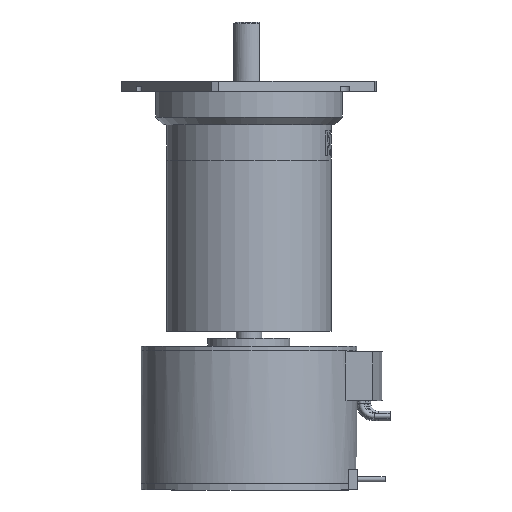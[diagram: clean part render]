
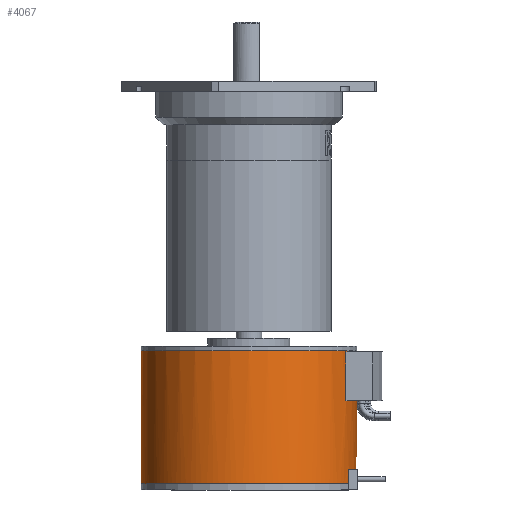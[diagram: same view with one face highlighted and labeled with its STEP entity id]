
A CAD part, left-side view. The second image highlights one B-rep face of the part: STEP entity #4067.
In plain terms, the highlighted cylindrical face has radius 21 mm (diameter 42 mm), a full revolution.
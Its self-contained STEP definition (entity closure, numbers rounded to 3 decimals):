
#61=FACE_BOUND('',#963,.T.);
#123=CYLINDRICAL_SURFACE('',#4386,21.);
#283=CIRCLE('',#4387,21.);
#284=CIRCLE('',#4388,21.);
#285=CIRCLE('',#4389,21.);
#286=CIRCLE('',#4390,21.);
#287=CIRCLE('',#4391,21.);
#288=CIRCLE('',#4392,21.);
#690=FACE_OUTER_BOUND('',#962,.T.);
#962=EDGE_LOOP('',(#3125,#3126,#3127,#3128,#3129,#3130,#3131,#3132));
#963=EDGE_LOOP('',(#3133,#3134,#3135,#3136));
#1292=LINE('',#7837,#1583);
#1293=LINE('',#7842,#1584);
#1294=LINE('',#7845,#1585);
#1295=LINE('',#7848,#1586);
#1296=LINE('',#7852,#1587);
#1583=VECTOR('',#5146,21.);
#1584=VECTOR('',#5151,1.);
#1585=VECTOR('',#5154,1.);
#1586=VECTOR('',#5155,1.);
#1587=VECTOR('',#5158,1.);
#1923=VERTEX_POINT('',#7833);
#1924=VERTEX_POINT('',#7834);
#1925=VERTEX_POINT('',#7836);
#1926=VERTEX_POINT('',#7839);
#1927=VERTEX_POINT('',#7841);
#1928=VERTEX_POINT('',#7843);
#1929=VERTEX_POINT('',#7846);
#1930=VERTEX_POINT('',#7847);
#1931=VERTEX_POINT('',#7849);
#1932=VERTEX_POINT('',#7851);
#2375=EDGE_CURVE('',#1923,#1924,#283,.T.);
#2376=EDGE_CURVE('',#1924,#1925,#1292,.T.);
#2377=EDGE_CURVE('',#1925,#1925,#284,.T.);
#2378=EDGE_CURVE('',#1924,#1926,#285,.T.);
#2379=EDGE_CURVE('',#1927,#1926,#1293,.T.);
#2380=EDGE_CURVE('',#1928,#1927,#286,.T.);
#2381=EDGE_CURVE('',#1928,#1923,#1294,.T.);
#2382=EDGE_CURVE('',#1929,#1930,#1295,.T.);
#2383=EDGE_CURVE('',#1929,#1931,#287,.T.);
#2384=EDGE_CURVE('',#1932,#1931,#1296,.T.);
#2385=EDGE_CURVE('',#1930,#1932,#288,.T.);
#3125=ORIENTED_EDGE('',*,*,#2375,.T.);
#3126=ORIENTED_EDGE('',*,*,#2376,.T.);
#3127=ORIENTED_EDGE('',*,*,#2377,.F.);
#3128=ORIENTED_EDGE('',*,*,#2376,.F.);
#3129=ORIENTED_EDGE('',*,*,#2378,.T.);
#3130=ORIENTED_EDGE('',*,*,#2379,.F.);
#3131=ORIENTED_EDGE('',*,*,#2380,.F.);
#3132=ORIENTED_EDGE('',*,*,#2381,.T.);
#3133=ORIENTED_EDGE('',*,*,#2382,.F.);
#3134=ORIENTED_EDGE('',*,*,#2383,.T.);
#3135=ORIENTED_EDGE('',*,*,#2384,.F.);
#3136=ORIENTED_EDGE('',*,*,#2385,.F.);
#4067=ADVANCED_FACE('',(#690,#61),#123,.T.);
#4386=AXIS2_PLACEMENT_3D('',#7832,#5142,#5143);
#4387=AXIS2_PLACEMENT_3D('',#7835,#5144,#5145);
#4388=AXIS2_PLACEMENT_3D('',#7838,#5147,#5148);
#4389=AXIS2_PLACEMENT_3D('',#7840,#5149,#5150);
#4390=AXIS2_PLACEMENT_3D('',#7844,#5152,#5153);
#4391=AXIS2_PLACEMENT_3D('',#7850,#5156,#5157);
#4392=AXIS2_PLACEMENT_3D('',#7853,#5159,#5160);
#5142=DIRECTION('center_axis',(0.,0.,
-1.));
#5143=DIRECTION('ref_axis',(1.,0.,0.));
#5144=DIRECTION('center_axis',(0.,0.,
1.));
#5145=DIRECTION('ref_axis',(-1.,0.,0.));
#5146=DIRECTION('',(0.,0.,1.));
#5147=DIRECTION('center_axis',(0.,0.,
1.));
#5148=DIRECTION('ref_axis',(-1.,0.,0.));
#5149=DIRECTION('center_axis',(0.,0.,
1.));
#5150=DIRECTION('ref_axis',(-1.,0.,0.));
#5151=DIRECTION('',(0.,0.,-1.));
#5152=DIRECTION('center_axis',(0.,0.,
-1.));
#5153=DIRECTION('ref_axis',(1.,0.,0.));
#5154=DIRECTION('',(0.,0.,-1.));
#5155=DIRECTION('',(0.,0.,1.));
#5156=DIRECTION('center_axis',(0.,0.,
-1.));
#5157=DIRECTION('ref_axis',(1.,0.,0.));
#5158=DIRECTION('',(0.,0.,-1.));
#5159=DIRECTION('center_axis',(0.,0.,
-1.));
#5160=DIRECTION('ref_axis',(1.,0.,0.));
#7832=CARTESIAN_POINT('Origin',(0.,0.,
-0.1));
#7833=CARTESIAN_POINT('',(8.,-19.416,-26.899));
#7834=CARTESIAN_POINT('',(-21.,0.,-26.899));
#7835=CARTESIAN_POINT('Origin',(0.,0.,
-26.899));
#7836=CARTESIAN_POINT('',(-21.,0.,-1.001));
#7837=CARTESIAN_POINT('',(-21.,0.,-0.1));
#7838=CARTESIAN_POINT('Origin',(0.,0.,
-1.001));
#7839=CARTESIAN_POINT('',(-8.,-19.416,-26.899));
#7840=CARTESIAN_POINT('Origin',(0.,0.,
-26.899));
#7841=CARTESIAN_POINT('',(-8.,-19.416,-24.1));
#7842=CARTESIAN_POINT('',(-8.,-19.416,-24.1));
#7843=CARTESIAN_POINT('',(8.,-19.416,-24.1));
#7844=CARTESIAN_POINT('Origin',(0.,0.,
-24.1));
#7845=CARTESIAN_POINT('',(8.,-19.416,-24.1));
#7846=CARTESIAN_POINT('',(9.15,-18.902,-10.7));
#7847=CARTESIAN_POINT('',(9.15,-18.902,-1.2));
#7848=CARTESIAN_POINT('',(9.15,-18.902,-10.7));
#7849=CARTESIAN_POINT('',(-9.15,-18.902,-10.7));
#7850=CARTESIAN_POINT('Origin',(0.,0.,
-10.7));
#7851=CARTESIAN_POINT('',(-9.15,-18.902,-1.2));
#7852=CARTESIAN_POINT('',(-9.15,-18.902,-10.7));
#7853=CARTESIAN_POINT('Origin',(0.,0.,
-1.2));
